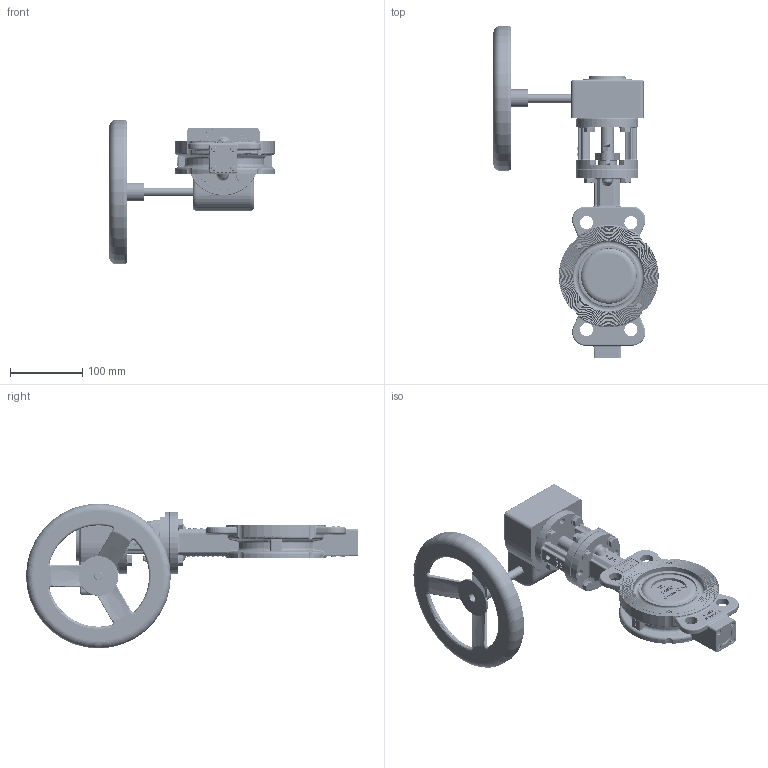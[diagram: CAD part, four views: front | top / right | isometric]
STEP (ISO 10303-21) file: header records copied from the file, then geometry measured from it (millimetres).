
FILE_DESCRIPTION (( 'STEP AP203' ), '1' );
FILE_NAME ('VWXM80AM1TTV(200).STEP', '2019-03-29T09:46:48', ( '' ), ( '' ), 'SwSTEP 2.0', 'SolidWorks 2018', '' );
FILE_SCHEMA (( 'CONFIG_CONTROL_DESIGN' ));
Length unit declared in the file: millimetre
Products named in the file (26): 6X30 DIN 1_98445A617; REDUCTORAM1TTVCD14VOLANTE200; NVAMX80; JUNTA ASIENTO RIGIDO GRAFITO_DN80; TAPA INFERIOR METAL BIEXCENTRICA_80-100; M8 A4 DIN934_91828A410; M8 A4 DIN125_90965A190; VWXM80AM1TTV(200); NVOCMEX80_CF-8M; M4x16 A4 DIN 912_91292A118; JUNTA TAPA INFERIOR GRAFITO_DN80-100; CASQUILLO METALOPLAS DN80 SUPERIOR; NVOEJEMETWXC80_DN80; CASQUILLO AM1-TTV-14; EMPAQUETADURA GRAFITO_DN80-100; M4x10 A4 DIN 912_91292A116; VOLANTE200; REDUCTORAM1TTV; PUENTE DN50-65-80-100; ARO RIGIDO DN80; M8×25 A4 DIN933_91287A153; CASQUILLO PRENSA_DN80-100; CASQUILLO METALOPLAS DN80 INFERIOR; M8X50 A4 DIN 551_93805A361; PRENSA DN50-65-80-100; ARANDELA SEGURIDAD_DN80-100
Assembly tree (54 placements, depth 3):
  VWXM80AM1TTV(200)
    NVOCMEX80_CF-8M
    NVAMX80
    ARANDELA SEGURIDAD_DN80-100
    ARO RIGIDO DN80
    PRENSA DN50-65-80-100
    CASQUILLO METALOPLAS DN80 SUPERIOR
    CASQUILLO METALOPLAS DN80 INFERIOR
    EMPAQUETADURA GRAFITO_DN80-100  x5
    JUNTA ASIENTO RIGIDO GRAFITO_DN80
    JUNTA TAPA INFERIOR GRAFITO_DN80-100
    PUENTE DN50-65-80-100
    TAPA INFERIOR METAL BIEXCENTRICA_80-100
    CASQUILLO PRENSA_DN80-100
    M8 A4 DIN934_91828A410  x2
    M8 A4 DIN125_90965A190  x10
    M8X50 A4 DIN 551_93805A361  x2
    M8×25 A4 DIN933_91287A153  x8
    NVOEJEMETWXC80_DN80
    6X30 DIN 1_98445A617  x2
    M4x16 A4 DIN 912_91292A118  x4
    M4x10 A4 DIN 912_91292A116  x4
    REDUCTORAM1TTVCD14VOLANTE200
      REDUCTORAM1TTV
      VOLANTE200
      CASQUILLO AM1-TTV-14
Bounding box: 228.5 x 458.5 x 200 mm (x, y, z)
Volume: 1532847.3 mm3; surface area: 417717.8 mm2
Topology: 53 solids, 53 shells, 4435 faces, 11594 edges, 7381 vertices
Faces by surface type: cylinder 1730, plane 1321, cone 667, bspline 493, torus 200, sphere 24
Entity records: 137836 total; most frequent: CARTESIAN_POINT 61930, ORIENTED_EDGE 16206, DIRECTION 13553, EDGE_CURVE 8103, VERTEX_POINT 5152, AXIS2_PLACEMENT_3D 4725, VECTOR 4103, LINE 4103
